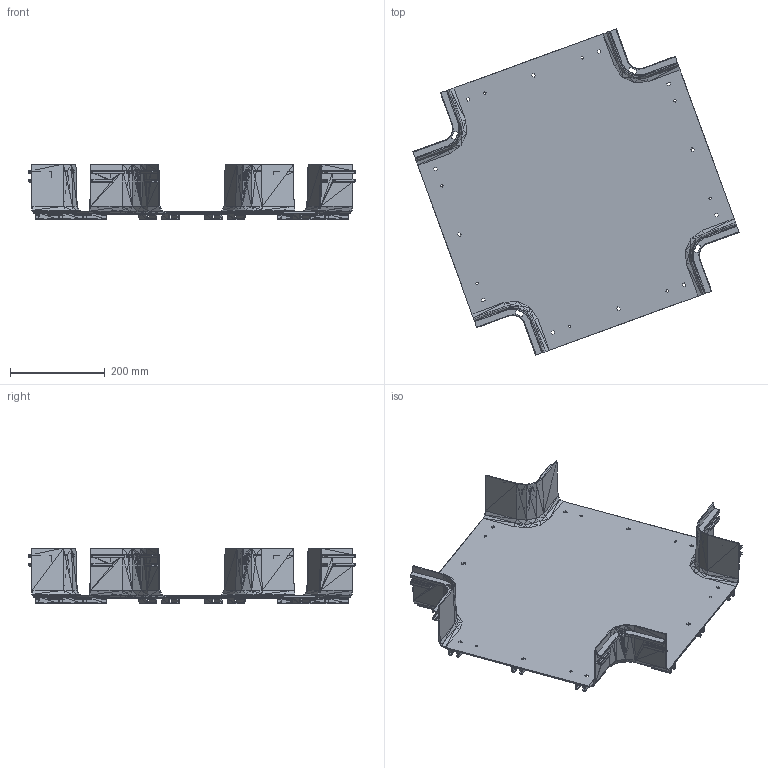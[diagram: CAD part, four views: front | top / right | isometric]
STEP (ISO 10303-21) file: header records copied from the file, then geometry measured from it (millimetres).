
FILE_DESCRIPTION(('FreeCAD Model'),'2;1');
FILE_NAME('Open CASCADE Shape Model','2022-12-01T13:04:50',('Author'),( ''),'Open CASCADE STEP processor 7.6','FreeCAD','Unknown');
FILE_SCHEMA(('AUTOMOTIVE_DESIGN { 1 0 10303 214 1 1 1 1 }'));
Products named in the file (1): DS_360_31830___________________________________________________________
________________________________360mm_horizontal_cross__________________
_001001 (Solid)
Bounding box: 689.86 x 689.86 x 118 mm (x, y, z)
Volume: 1295823.5 mm3; surface area: 906407 mm2
Topology: 1 solids, 1 shells, 4927 faces, 8150 edges, 3266 vertices
Faces by surface type: plane 4927
Entity records: 209156 total; most frequent: DIRECTION 34306, CARTESIAN_POINT 32644, LINE 24450, VECTOR 24450, ORIENTED_EDGE 16300, PCURVE 16300, DEFINITIONAL_REPRESENTATION 16300, EDGE_CURVE 8150
